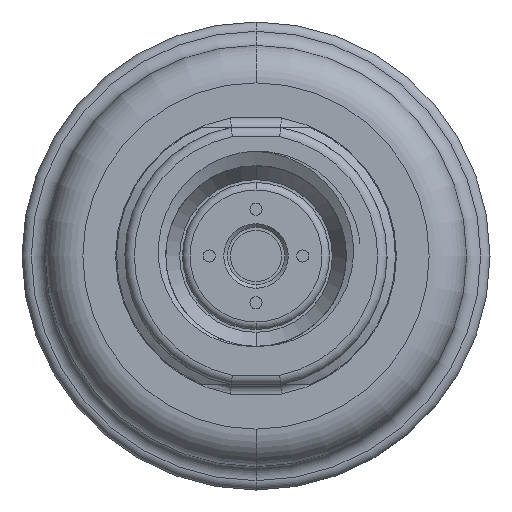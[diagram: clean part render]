
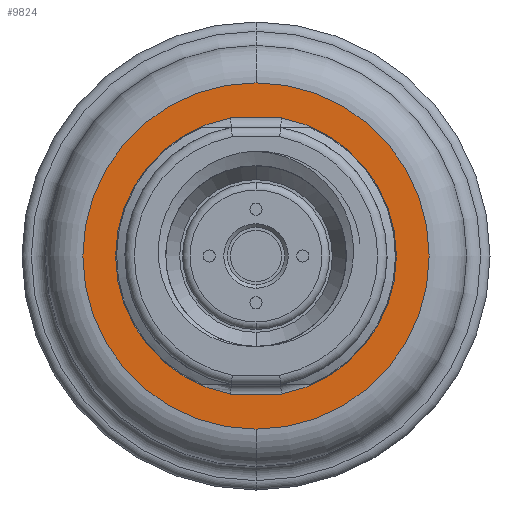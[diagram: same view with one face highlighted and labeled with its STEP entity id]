
A CAD part, front view. The second image highlights one B-rep face of the part: STEP entity #9824.
In plain terms, the highlighted planar face has unit normal (0, -1, 0).
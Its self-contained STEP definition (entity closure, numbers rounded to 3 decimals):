
#2681=CARTESIAN_POINT('',(0.,-3.,0.));
#2682=DIRECTION('',(0.,-1.,0.));
#2683=DIRECTION('',(0.,0.,-1.));
#2684=AXIS2_PLACEMENT_3D('',#2681,#2682,#2683);
#2686=CARTESIAN_POINT('',(0.,-3.,0.));
#2687=DIRECTION('',(0.,-1.,0.));
#2688=DIRECTION('',(0.,0.,1.));
#2689=AXIS2_PLACEMENT_3D('',#2686,#2687,#2688);
#2691=CARTESIAN_POINT('',(0.,-3.,0.));
#2692=DIRECTION('',(0.,-1.,0.));
#2693=DIRECTION('',(-0.182,0.,0.983));
#2694=AXIS2_PLACEMENT_3D('',#2691,#2692,#2693);
#2696=DIRECTION('',(1.,0.,0.));
#2697=VECTOR('',#2696,5.454);
#2698=CARTESIAN_POINT('',(-2.727,-3.,-14.75));
#2699=LINE('',#2698,#2697);
#2700=CARTESIAN_POINT('',(0.,-3.,0.));
#2701=DIRECTION('',(0.,-1.,0.));
#2702=DIRECTION('',(0.182,0.,-0.983));
#2703=AXIS2_PLACEMENT_3D('',#2700,#2701,#2702);
#2705=DIRECTION('',(-1.,0.,0.));
#2706=VECTOR('',#2705,5.454);
#2707=CARTESIAN_POINT('',(2.727,-3.,14.75));
#2708=LINE('',#2707,#2706);
#7254=CARTESIAN_POINT('',(-2.727,-3.,14.75));
#7255=CARTESIAN_POINT('',(-2.727,-3.,-14.75));
#7256=VERTEX_POINT('',#7254);
#7257=VERTEX_POINT('',#7255);
#7262=CARTESIAN_POINT('',(2.727,-3.,-14.75));
#7263=CARTESIAN_POINT('',(2.727,-3.,14.75));
#7264=VERTEX_POINT('',#7262);
#7265=VERTEX_POINT('',#7263);
#7514=CARTESIAN_POINT('',(0.,-3.,-18.5));
#7515=CARTESIAN_POINT('',(0.,-3.,18.5));
#7516=VERTEX_POINT('',#7514);
#7517=VERTEX_POINT('',#7515);
#9804=CARTESIAN_POINT('',(0.,-3.,0.));
#9805=DIRECTION('',(0.,-1.,0.));
#9806=DIRECTION('',(0.,0.,1.));
#9807=AXIS2_PLACEMENT_3D('',#9804,#9805,#9806);
#9808=PLANE('',#9807);
#9810=ORIENTED_EDGE('',*,*,#9809,.F.);
#9812=ORIENTED_EDGE('',*,*,#9811,.F.);
#9813=EDGE_LOOP('',(#9810,#9812));
#9814=FACE_OUTER_BOUND('',#9813,.F.);
#9815=ORIENTED_EDGE('',*,*,#9794,.T.);
#9817=ORIENTED_EDGE('',*,*,#9816,.T.);
#9819=ORIENTED_EDGE('',*,*,#9818,.T.);
#9821=ORIENTED_EDGE('',*,*,#9820,.T.);
#9822=EDGE_LOOP('',(#9815,#9817,#9819,#9821));
#9823=FACE_BOUND('',#9822,.F.);
#9824=ADVANCED_FACE('',(#9814,#9823),#9808,.T.);
#2685=CIRCLE('',#2684,18.5);
#2690=CIRCLE('',#2689,18.5);
#2695=CIRCLE('',#2694,15.);
#2704=CIRCLE('',#2703,15.);
#9794=EDGE_CURVE('',#7256,#7257,#2695,.T.);
#9809=EDGE_CURVE('',#7516,#7517,#2685,.T.);
#9811=EDGE_CURVE('',#7517,#7516,#2690,.T.);
#9816=EDGE_CURVE('',#7257,#7264,#2699,.T.);
#9818=EDGE_CURVE('',#7264,#7265,#2704,.T.);
#9820=EDGE_CURVE('',#7265,#7256,#2708,.T.);
